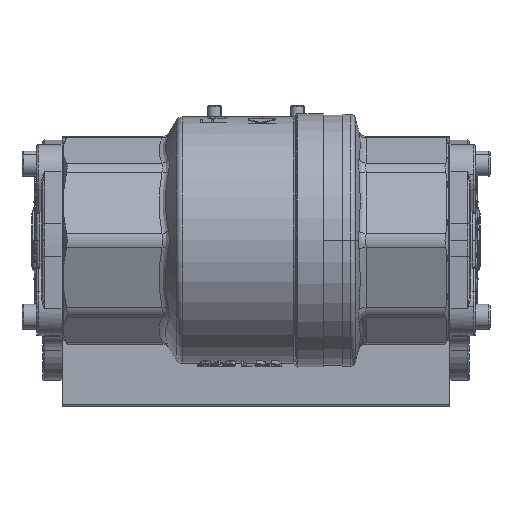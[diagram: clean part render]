
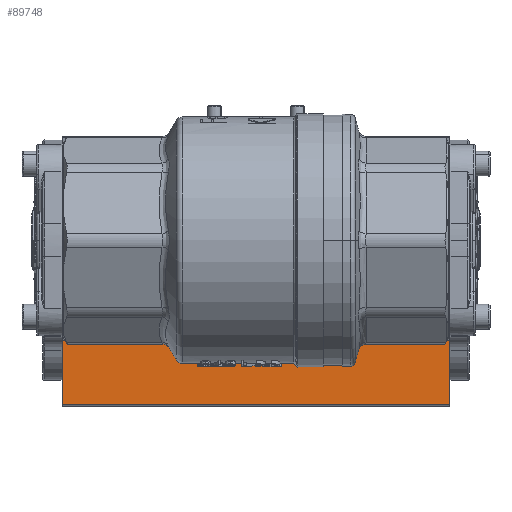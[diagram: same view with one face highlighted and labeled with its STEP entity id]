
A CAD part, front view. The second image highlights one B-rep face of the part: STEP entity #89748.
In plain terms, the highlighted planar face has unit normal (0, -1, 0).
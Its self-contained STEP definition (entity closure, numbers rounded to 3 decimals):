
#1260 = VECTOR ( 'NONE', #144328, 1000. ) ;
#4343 = VECTOR ( 'NONE', #152954, 1000. ) ;
#8480 = EDGE_CURVE ( 'NONE', #85803, #42793, #47081, .T. ) ;
#11783 = DIRECTION ( 'NONE',  ( 0., 0., -1. ) ) ;
#22448 = VERTEX_POINT ( 'NONE', #225179 ) ;
#37383 = DIRECTION ( 'NONE',  ( 0., -1., 0. ) ) ;
#41826 = VECTOR ( 'NONE', #11783, 1000. ) ;
#42793 = VERTEX_POINT ( 'NONE', #151705 ) ;
#44368 = CARTESIAN_POINT ( 'NONE',  ( 65.773, -34.5, -33.88 ) ) ;
#47081 = LINE ( 'NONE', #81254, #41826 ) ;
#48135 = VECTOR ( 'NONE', #98415, 1000. ) ;
#54485 = FACE_OUTER_BOUND ( 'NONE', #135588, .T. ) ;
#80387 = VERTEX_POINT ( 'NONE', #44368 ) ;
#81254 = CARTESIAN_POINT ( 'NONE',  ( -65.127, -34.5, -32.862 ) ) ;
#85803 = VERTEX_POINT ( 'NONE', #164159 ) ;
#89748 = ADVANCED_FACE ( 'NONE', ( #54485 ), #142139, .T. ) ;
#98415 = DIRECTION ( 'NONE',  ( 1., 0., 0. ) ) ;
#119596 = EDGE_CURVE ( 'NONE', #42793, #22448, #202052, .T. ) ;
#125511 = ORIENTED_EDGE ( 'NONE', *, *, #173615, .T. ) ;
#125765 = CARTESIAN_POINT ( 'NONE',  ( 0.323, -34.5, -33.88 ) ) ;
#135588 = EDGE_LOOP ( 'NONE', ( #204692, #183593, #125511, #206789 ) ) ;
#142139 = PLANE ( 'NONE',  #144242 ) ;
#144242 = AXIS2_PLACEMENT_3D ( 'NONE', #211605, #37383, #174066 ) ;
#144328 = DIRECTION ( 'NONE',  ( 0., 0., 1. ) ) ;
#148491 = LINE ( 'NONE', #125765, #4343 ) ;
#151705 = CARTESIAN_POINT ( 'NONE',  ( -65.127, -34.5, -55.5 ) ) ;
#152954 = DIRECTION ( 'NONE',  ( -1., 0., 0. ) ) ;
#164159 = CARTESIAN_POINT ( 'NONE',  ( -65.127, -34.5, -33.88 ) ) ;
#165791 = EDGE_CURVE ( 'NONE', #22448, #80387, #196682, .T. ) ;
#173615 = EDGE_CURVE ( 'NONE', #80387, #85803, #148491, .T. ) ;
#174066 = DIRECTION ( 'NONE',  ( 1., 0., 0. ) ) ;
#183593 = ORIENTED_EDGE ( 'NONE', *, *, #165791, .T. ) ;
#196682 = LINE ( 'NONE', #217146, #1260 ) ;
#202052 = LINE ( 'NONE', #204270, #48135 ) ;
#204270 = CARTESIAN_POINT ( 'NONE',  ( 0.323, -34.5, -55.5 ) ) ;
#204692 = ORIENTED_EDGE ( 'NONE', *, *, #119596, .T. ) ;
#206789 = ORIENTED_EDGE ( 'NONE', *, *, #8480, .T. ) ;
#211605 = CARTESIAN_POINT ( 'NONE',  ( 0.323, -34.5, 0. ) ) ;
#217146 = CARTESIAN_POINT ( 'NONE',  ( 65.773, -34.5, -34.607 ) ) ;
#225179 = CARTESIAN_POINT ( 'NONE',  ( 65.773, -34.5, -55.5 ) ) ;
